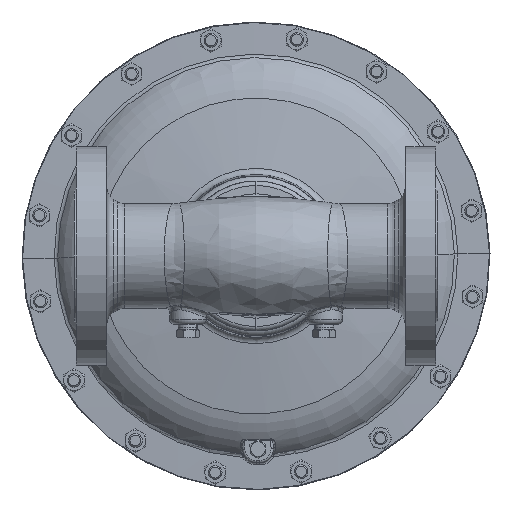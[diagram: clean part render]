
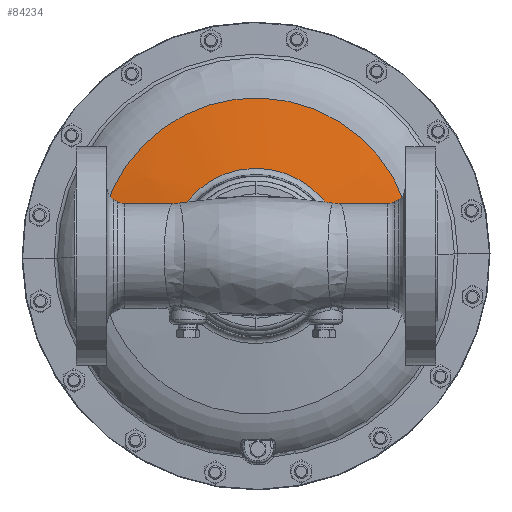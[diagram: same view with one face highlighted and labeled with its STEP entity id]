
A CAD part, front view. The second image highlights one B-rep face of the part: STEP entity #84234.
In plain terms, the highlighted spherical face has radius 584.2 mm.
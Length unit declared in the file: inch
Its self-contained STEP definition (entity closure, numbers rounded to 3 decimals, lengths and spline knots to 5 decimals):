
#574 = CARTESIAN_POINT ( 'NONE',  ( -3.4288, 8.15457, -0.03478 ) ) ;
#1133 = CARTESIAN_POINT ( 'NONE',  ( -3.63629, 8.19023, 0.39565 ) ) ;
#2890 = CARTESIAN_POINT ( 'NONE',  ( -4.32724, 8.31191, 0.40649 ) ) ;
#4215 = CARTESIAN_POINT ( 'NONE',  ( -3.43255, 8.15512, 0.02667 ) ) ;
#4902 = AXIS2_PLACEMENT_3D ( 'NONE', #88207, #17531, #100118 ) ;
#7122 = ORIENTED_EDGE ( 'NONE', *, *, #106215, .F. ) ;
#7390 = CARTESIAN_POINT ( 'NONE',  ( 0., 8.02435, 0. ) ) ;
#13037 = CARTESIAN_POINT ( 'NONE',  ( -3.57116, 8.17889, 0.33567 ) ) ;
#13086 = FACE_OUTER_BOUND ( 'NONE', #52154, .T. ) ;
#14812 = CARTESIAN_POINT ( 'NONE',  ( -4.25412, 8.29891, 0.45531 ) ) ;
#15389 = CIRCLE ( 'NONE', #39219, 23. ) ;
#16148 = CARTESIAN_POINT ( 'NONE',  ( -3.42896, 8.15457, -0.01945 ) ) ;
#17531 = DIRECTION ( 'NONE',  ( 0., -1., 0. ) ) ;
#19221 = ORIENTED_EDGE ( 'NONE', *, *, #38045, .T. ) ;
#19280 = DIRECTION ( 'NONE',  ( 1., 0., 0.01 ) ) ;
#19532 = VERTEX_POINT ( 'NONE', #79628 ) ;
#21440 = VERTEX_POINT ( 'NONE', #574 ) ;
#24410 = CARTESIAN_POINT ( 'NONE',  ( -3.87122, 8.23133, 0.50924 ) ) ;
#24904 = CARTESIAN_POINT ( 'NONE',  ( -3.50697, 8.16779, 0.24632 ) ) ;
#26685 = CARTESIAN_POINT ( 'NONE',  ( -4.17347, 8.28462, 0.48927 ) ) ;
#29058 = VERTEX_POINT ( 'NONE', #37776 ) ;
#30452 = VERTEX_POINT ( 'NONE', #35287 ) ;
#35287 = CARTESIAN_POINT ( 'NONE',  ( -4.32724, 8.31191, 0.40649 ) ) ;
#36253 = CARTESIAN_POINT ( 'NONE',  ( -3.80844, 8.22032, 0.49025 ) ) ;
#36768 = CARTESIAN_POINT ( 'NONE',  ( -3.47631, 8.16251, 0.18702 ) ) ;
#37776 = CARTESIAN_POINT ( 'NONE',  ( 2.41189, 8.02435, 0.02447 ) ) ;
#38045 = EDGE_CURVE ( 'NONE', #21440, #109369, #15389, .T. ) ;
#38519 = CARTESIAN_POINT ( 'NONE',  ( -4.11003, 8.2734, 0.50725 ) ) ;
#39219 = AXIS2_PLACEMENT_3D ( 'NONE', #52467, #135024, #64307 ) ;
#44514 = SPHERICAL_SURFACE ( 'NONE', #144799, 23. ) ;
#45105 = CARTESIAN_POINT ( 'NONE',  ( 0., 30.89752, 0. ) ) ;
#46565 = CARTESIAN_POINT ( 'NONE',  ( 0., 30.89752, 0. ) ) ;
#48147 = CARTESIAN_POINT ( 'NONE',  ( -3.77745, 8.21489, 0.47867 ) ) ;
#48638 = CARTESIAN_POINT ( 'NONE',  ( -3.46044, 8.1598, 0.14588 ) ) ;
#50379 = CARTESIAN_POINT ( 'NONE',  ( -4.04556, 8.26202, 0.5176 ) ) ;
#52154 = EDGE_LOOP ( 'NONE', ( #82778, #19221, #67873, #7122, #102766, #56477 ) ) ;
#52467 = CARTESIAN_POINT ( 'NONE',  ( 0., 30.89752, 0. ) ) ;
#55722 = B_SPLINE_CURVE_WITH_KNOTS ( 'NONE', 3,
 ( #2890, #73573, #14812, #97378, #26685, #109281, #38519, #121109, #50379, #132939, #62220, #144824, #24410, #107001, #36253, #118853, #48147, #130677, #59975, #142556, #71808, #1133, #83714, #13037, #95619, #24904, #107516, #36768, #119361, #48638 ),
 .UNSPECIFIED., .F., .F.,
 ( 4, 2, 2, 2, 2, 2, 2, 2, 2, 2, 2, 2, 2, 2, 4 ),
 ( 0., 0.00337, 0.00505, 0.00673, 0.00841, 0.0101, 0.01346, 0.0143, 0.01514, 0.01683, 0.01851, 0.02019, 0.02356, 0.02524, 0.02692 ),
 .UNSPECIFIED. ) ;
#56477 = ORIENTED_EDGE ( 'NONE', *, *, #87637, .T. ) ;
#56923 = DIRECTION ( 'NONE',  ( 1., 0., 0.01 ) ) ;
#58395 = DIRECTION ( 'NONE',  ( -1., 0., -0.01 ) ) ;
#59296 = CIRCLE ( 'NONE', #4902, 4.34629 ) ;
#59332 = AXIS2_PLACEMENT_3D ( 'NONE', #46565, #129113, #58395 ) ;
#59975 = CARTESIAN_POINT ( 'NONE',  ( -3.72757, 8.20616, 0.45578 ) ) ;
#62220 = CARTESIAN_POINT ( 'NONE',  ( -3.97997, 8.25046, 0.52038 ) ) ;
#63370 = B_SPLINE_CURVE_WITH_KNOTS ( 'NONE', 3,
 ( #72819, #121908, #145636, #74893, #4215, #86815, #16148, #98690 ),
 .UNSPECIFIED., .F., .F.,
 ( 4, 2, 2, 4 ),
 ( 0., 0.00233, 0.0035, 0.00467 ),
 .UNSPECIFIED. ) ;
#64307 = DIRECTION ( 'NONE',  ( 1., 0., 0.01 ) ) ;
#67873 = ORIENTED_EDGE ( 'NONE', *, *, #136442, .T. ) ;
#68337 = CIRCLE ( 'NONE', #59332, 23. ) ;
#71808 = CARTESIAN_POINT ( 'NONE',  ( -3.67149, 8.19636, 0.42192 ) ) ;
#72819 = CARTESIAN_POINT ( 'NONE',  ( -3.46044, 8.1598, 0.14588 ) ) ;
#72949 = CIRCLE ( 'NONE', #106608, 2.41202 ) ;
#73573 = CARTESIAN_POINT ( 'NONE',  ( -4.29187, 8.30562, 0.43326 ) ) ;
#74893 = CARTESIAN_POINT ( 'NONE',  ( -3.43458, 8.15544, 0.04189 ) ) ;
#75718 = CARTESIAN_POINT ( 'NONE',  ( -2.41189, 8.02435, -0.02447 ) ) ;
#79628 = CARTESIAN_POINT ( 'NONE',  ( -3.46044, 8.1598, 0.14588 ) ) ;
#82778 = ORIENTED_EDGE ( 'NONE', *, *, #148168, .T. ) ;
#83714 = CARTESIAN_POINT ( 'NONE',  ( -3.61924, 8.18726, 0.3813 ) ) ;
#84234 = ADVANCED_FACE ( 'NONE', ( #13086 ), #44514, .T. ) ;
#86815 = CARTESIAN_POINT ( 'NONE',  ( -3.42974, 8.15468, -0.00402 ) ) ;
#87637 = EDGE_CURVE ( 'NONE', #30452, #19532, #55722, .T. ) ;
#88207 = CARTESIAN_POINT ( 'NONE',  ( 0., 8.31191, 0. ) ) ;
#89955 = DIRECTION ( 'NONE',  ( 0., 1., 0. ) ) ;
#92068 = DIRECTION ( 'NONE',  ( -0.01, 0., 1. ) ) ;
#95619 = CARTESIAN_POINT ( 'NONE',  ( -3.54309, 8.17403, 0.30193 ) ) ;
#97378 = CARTESIAN_POINT ( 'NONE',  ( -4.19411, 8.28828, 0.48162 ) ) ;
#98690 = CARTESIAN_POINT ( 'NONE',  ( -3.4288, 8.15457, -0.03478 ) ) ;
#100118 = DIRECTION ( 'NONE',  ( -1., 0., -0.01 ) ) ;
#102766 = ORIENTED_EDGE ( 'NONE', *, *, #104823, .T. ) ;
#104823 = EDGE_CURVE ( 'NONE', #130354, #30452, #59296, .T. ) ;
#106215 = EDGE_CURVE ( 'NONE', #130354, #29058, #68337, .T. ) ;
#106608 = AXIS2_PLACEMENT_3D ( 'NONE', #7390, #89955, #19280 ) ;
#107001 = CARTESIAN_POINT ( 'NONE',  ( -3.81885, 8.22214, 0.49368 ) ) ;
#107516 = CARTESIAN_POINT ( 'NONE',  ( -3.49589, 8.16587, 0.22682 ) ) ;
#109281 = CARTESIAN_POINT ( 'NONE',  ( -4.13129, 8.27716, 0.50212 ) ) ;
#109369 = VERTEX_POINT ( 'NONE', #75718 ) ;
#118853 = CARTESIAN_POINT ( 'NONE',  ( -3.78775, 8.21669, 0.48275 ) ) ;
#119361 = CARTESIAN_POINT ( 'NONE',  ( -3.46777, 8.16105, 0.16668 ) ) ;
#121109 = CARTESIAN_POINT ( 'NONE',  ( -4.06716, 8.26583, 0.51498 ) ) ;
#121908 = CARTESIAN_POINT ( 'NONE',  ( -3.45018, 8.15805, 0.11678 ) ) ;
#126324 = CARTESIAN_POINT ( 'NONE',  ( 4.34607, 8.31191, 0.04408 ) ) ;
#129113 = DIRECTION ( 'NONE',  ( 0.01, 0., -1. ) ) ;
#130354 = VERTEX_POINT ( 'NONE', #126324 ) ;
#130677 = CARTESIAN_POINT ( 'NONE',  ( -3.74712, 8.20958, 0.46561 ) ) ;
#132939 = CARTESIAN_POINT ( 'NONE',  ( -4.00202, 8.25434, 0.5203 ) ) ;
#135024 = DIRECTION ( 'NONE',  ( -0.01, 0., 1. ) ) ;
#136442 = EDGE_CURVE ( 'NONE', #109369, #29058, #72949, .T. ) ;
#142556 = CARTESIAN_POINT ( 'NONE',  ( -3.68975, 8.19955, 0.43393 ) ) ;
#144799 = AXIS2_PLACEMENT_3D ( 'NONE', #45105, #92068, #56923 ) ;
#144824 = CARTESIAN_POINT ( 'NONE',  ( -3.91411, 8.23887, 0.51673 ) ) ;
#145636 = CARTESIAN_POINT ( 'NONE',  ( -3.44248, 8.15675, 0.08713 ) ) ;
#148168 = EDGE_CURVE ( 'NONE', #19532, #21440, #63370, .T. ) ;
